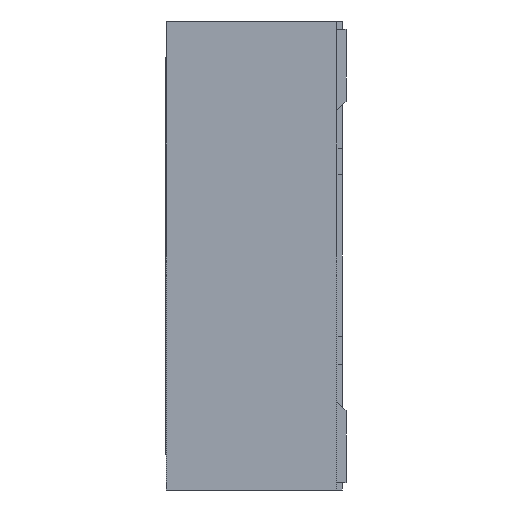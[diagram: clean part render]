
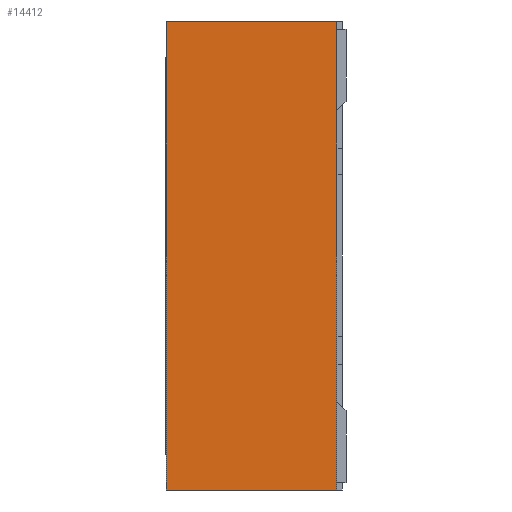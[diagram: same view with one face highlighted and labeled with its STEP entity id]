
A CAD part, left-side view. The second image highlights one B-rep face of the part: STEP entity #14412.
In plain terms, the highlighted planar face has unit normal (-1, 0, 0).
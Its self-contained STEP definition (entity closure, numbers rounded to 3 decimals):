
#1230 = VERTEX_POINT ( 'NONE', #22222 ) ;
#2775 = PLANE ( 'NONE',  #18188 ) ;
#2915 = CARTESIAN_POINT ( 'NONE',  ( -2.95, 0.49, -1.3 ) ) ;
#3533 = EDGE_CURVE ( 'NONE', #1230, #8513, #8703, .T. ) ;
#4310 = ORIENTED_EDGE ( 'NONE', *, *, #7115, .T. ) ;
#4441 = ORIENTED_EDGE ( 'NONE', *, *, #3533, .F. ) ;
#5315 = ORIENTED_EDGE ( 'NONE', *, *, #20938, .T. ) ;
#6306 = DIRECTION ( 'NONE',  ( -1., 0., 0. ) ) ;
#6898 = DIRECTION ( 'NONE',  ( 0., -1., 0. ) ) ;
#6919 = ORIENTED_EDGE ( 'NONE', *, *, #13719, .T. ) ;
#7115 = EDGE_CURVE ( 'NONE', #7729, #8513, #16817, .T. ) ;
#7729 = VERTEX_POINT ( 'NONE', #15385 ) ;
#8468 = VECTOR ( 'NONE', #19072, 1000. ) ;
#8513 = VERTEX_POINT ( 'NONE', #14512 ) ;
#8703 = LINE ( 'NONE', #20122, #18865 ) ;
#9272 = DIRECTION ( 'NONE',  ( 0., 0., 1. ) ) ;
#9309 = VECTOR ( 'NONE', #21619, 1000. ) ;
#10328 = LINE ( 'NONE', #20936, #8468 ) ;
#11731 = CARTESIAN_POINT ( 'NONE',  ( -2.95, 0.49, -1.3 ) ) ;
#12566 = VERTEX_POINT ( 'NONE', #11731 ) ;
#13060 = LINE ( 'NONE', #16700, #9309 ) ;
#13719 = EDGE_CURVE ( 'NONE', #12566, #7729, #10328, .T. ) ;
#14365 = CARTESIAN_POINT ( 'NONE',  ( -2.95, -0.46, -1.3 ) ) ;
#14412 = ADVANCED_FACE ( 'NONE', ( #18298 ), #2775, .T. ) ;
#14512 = CARTESIAN_POINT ( 'NONE',  ( -2.95, -0.46, 1.3 ) ) ;
#14753 = DIRECTION ( 'NONE',  ( 0., 0., 1. ) ) ;
#15194 = VECTOR ( 'NONE', #9272, 1000. ) ;
#15385 = CARTESIAN_POINT ( 'NONE',  ( -2.95, -0.46, -1.3 ) ) ;
#15990 = EDGE_LOOP ( 'NONE', ( #6919, #4310, #4441, #5315 ) ) ;
#16700 = CARTESIAN_POINT ( 'NONE',  ( -2.95, 0.49, -1.3 ) ) ;
#16817 = LINE ( 'NONE', #14365, #15194 ) ;
#18188 = AXIS2_PLACEMENT_3D ( 'NONE', #2915, #6306, #14753 ) ;
#18298 = FACE_OUTER_BOUND ( 'NONE', #15990, .T. ) ;
#18865 = VECTOR ( 'NONE', #6898, 1000. ) ;
#19072 = DIRECTION ( 'NONE',  ( 0., -1., 0. ) ) ;
#20122 = CARTESIAN_POINT ( 'NONE',  ( -2.95, 0., 1.3 ) ) ;
#20936 = CARTESIAN_POINT ( 'NONE',  ( -2.95, 0., -1.3 ) ) ;
#20938 = EDGE_CURVE ( 'NONE', #1230, #12566, #13060, .T. ) ;
#21619 = DIRECTION ( 'NONE',  ( 0., 0., -1. ) ) ;
#22222 = CARTESIAN_POINT ( 'NONE',  ( -2.95, 0.49, 1.3 ) ) ;
